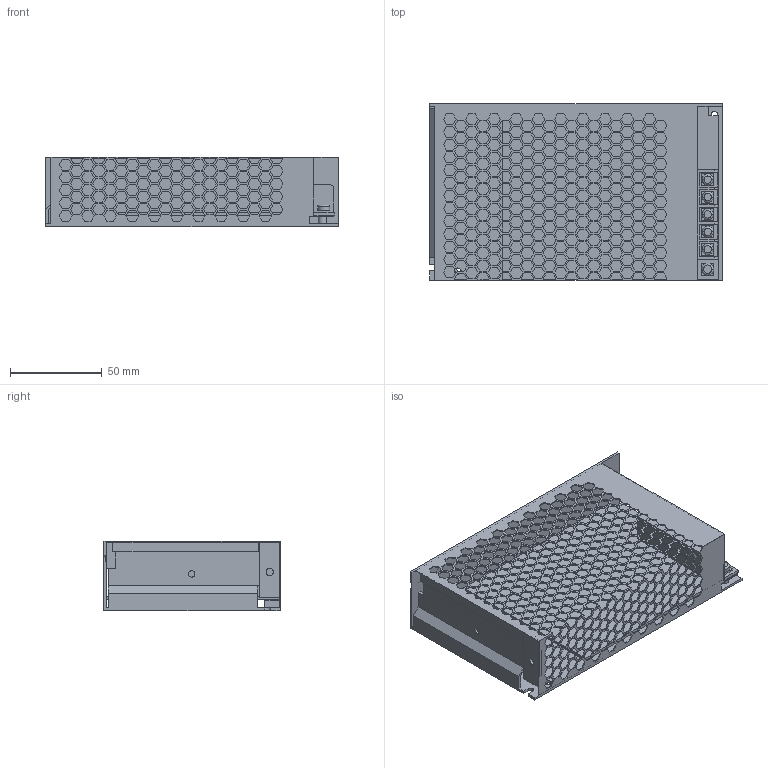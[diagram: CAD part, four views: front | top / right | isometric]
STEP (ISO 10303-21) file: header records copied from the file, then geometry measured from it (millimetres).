
FILE_DESCRIPTION (( 'STEP AP214' ), '1' );
FILE_NAME ('F605T-9.5-5P俋褲假蚾芞-2025.02.18.STEP', '2025-02-18T05:38:16', ( '' ), ( '' ), 'SwSTEP 2.0', 'SolidWorks 2020', '' );
FILE_SCHEMA (( 'AUTOMOTIVE_DESIGN' ));
Length unit declared in the file: millimetre
Products named in the file (1): F605T-9.5-5P俋褲假蚾芞-2025.02.18
Bounding box: 160 x 96.4 x 37.8 mm (x, y, z)
Volume: 69720.3 mm3; surface area: 99531 mm2
Topology: 1 solids, 1 shells, 2388 faces, 7131 edges, 4738 vertices
Faces by surface type: plane 2318, cylinder 58, torus 12
Entity records: 80130 total; most frequent: ORIENTED_EDGE 14262, CARTESIAN_POINT 14258, DIRECTION 12054, EDGE_CURVE 7131, VECTOR 6986, LINE 6986, VERTEX_POINT 4738, EDGE_LOOP 3111
